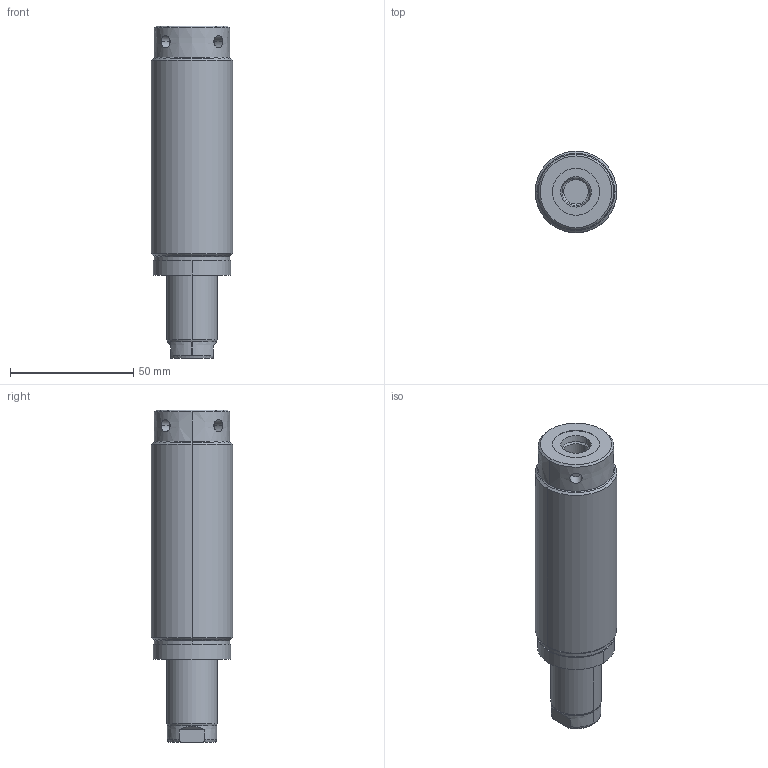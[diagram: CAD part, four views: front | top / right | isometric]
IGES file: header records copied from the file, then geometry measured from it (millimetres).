
Start section:  PTC IGES file: ilc20011002.igs
Global section: file name: ilc20011002.igs; native system: Pro/ENGINEER by Parametric Technology Corporation; preprocessor: 2004290; author: KR; organization: Unknown; date: 050406.104422; units: inch
Bounding box: 33.07 x 33.07 x 134.75 mm (x, y, z)
Surface area: 23281.3 mm2 (no closed solid volume)
Topology: 0 solids, 0 shells, 62 faces, 256 edges, 256 vertices
Faces by surface type: revolution 46, bspline 16
